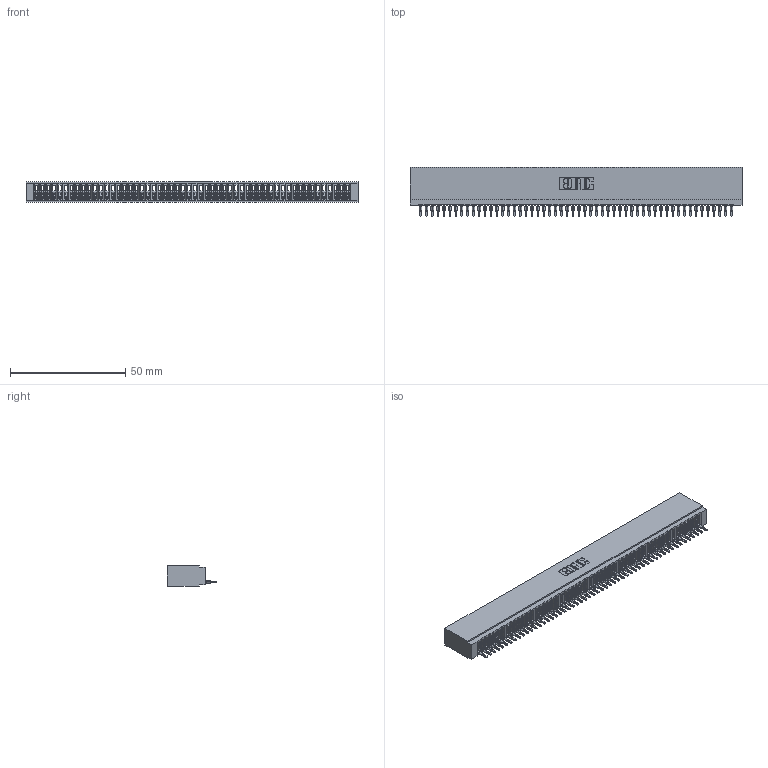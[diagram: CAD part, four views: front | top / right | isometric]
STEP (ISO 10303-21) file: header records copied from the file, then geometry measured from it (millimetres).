
FILE_DESCRIPTION (( 'STEP AP203' ), '1' );
FILE_NAME ('745-054-520-101.STEP', '2026-02-25T22:26:52', ( '' ), ( '' ), 'SwSTEP 2.0', 'SolidWorks 2023', '' );
FILE_SCHEMA (( 'CONFIG_CONTROL_DESIGN' ));
Length unit declared in the file: millimetre
Products named in the file (3): 745-054-520-101; 745-292-001_520; 745 Part_Insulator Option - 01
Assembly tree (55 placements, depth 2):
  745-054-520-101
    745 Part_Insulator Option - 01
    745-292-001_520  x54
Bounding box: 143.76 x 21.22 x 8.89 mm (x, y, z)
Volume: 12300.7 mm3; surface area: 22841.4 mm2
Topology: 55 solids, 55 shells, 6143 faces, 16890 edges, 10648 vertices
Faces by surface type: plane 3673, bspline 1080, cylinder 1066, torus 324
Entity records: 87544 total; most frequent: CARTESIAN_POINT 15929, ORIENTED_EDGE 15442, DIRECTION 13371, EDGE_CURVE 7721, VECTOR 7215, LINE 7215, VERTEX_POINT 4924, AXIS2_PLACEMENT_3D 3078
